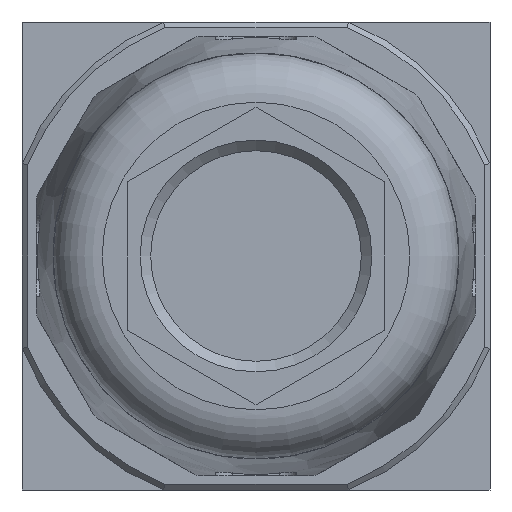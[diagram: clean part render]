
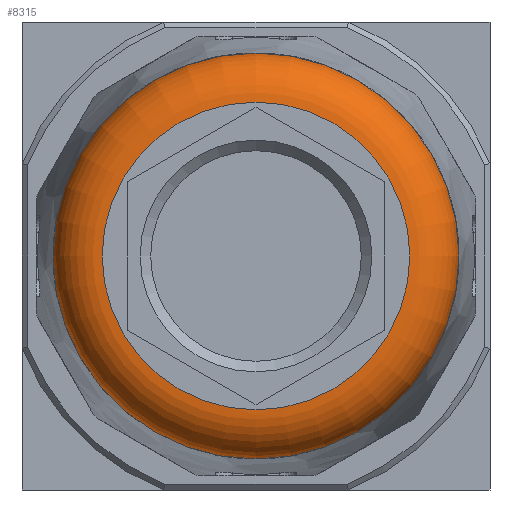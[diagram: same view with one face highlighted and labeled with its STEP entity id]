
A CAD part, front view. The second image highlights one B-rep face of the part: STEP entity #8315.
In plain terms, the highlighted toroidal (fillet/blend) face has major radius 13.15 mm and minor radius 4.2 mm.
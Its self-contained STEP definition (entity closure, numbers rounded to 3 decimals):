
#46=TOROIDAL_SURFACE('',#8934,13.15,4.2);
#2800=ORIENTED_EDGE('',*,*,#3435,.T.);
#2801=ORIENTED_EDGE('',*,*,#3990,.F.);
#3435=EDGE_CURVE('',#4297,#4297,#4771,.T.);
#3990=EDGE_CURVE('',#4652,#4652,#4956,.T.);
#4297=VERTEX_POINT('',#11558);
#4652=VERTEX_POINT('',#13173);
#4771=CIRCLE('',#8531,17.35);
#4956=CIRCLE('',#8933,13.15);
#5278=EDGE_LOOP('',(#2800));
#5279=EDGE_LOOP('',(#2801));
#5672=FACE_BOUND('',#5278,.T.);
#5673=FACE_BOUND('',#5279,.T.);
#8315=ADVANCED_FACE('',(#5672,#5673),#46,.T.);
#8531=AXIS2_PLACEMENT_3D('',#11557,#9399,#9400);
#8933=AXIS2_PLACEMENT_3D('',#13172,#10417,#10418);
#8934=AXIS2_PLACEMENT_3D('',#13186,#10425,#10426);
#9399=DIRECTION('',(0.,-1.,0.));
#9400=DIRECTION('',(0.,0.,-1.));
#10417=DIRECTION('',(0.,-1.,0.));
#10418=DIRECTION('',(0.,0.,-1.));
#10425=DIRECTION('',(0.,-1.,0.));
#10426=DIRECTION('',(0.,0.,-1.));
#11557=CARTESIAN_POINT('',(0.,-114.8,0.));
#11558=CARTESIAN_POINT('',(0.,-114.8,-17.35));
#13172=CARTESIAN_POINT('',(0.,-119.,0.));
#13173=CARTESIAN_POINT('',(0.,-119.,-13.15));
#13186=CARTESIAN_POINT('',(0.,-114.8,0.));
